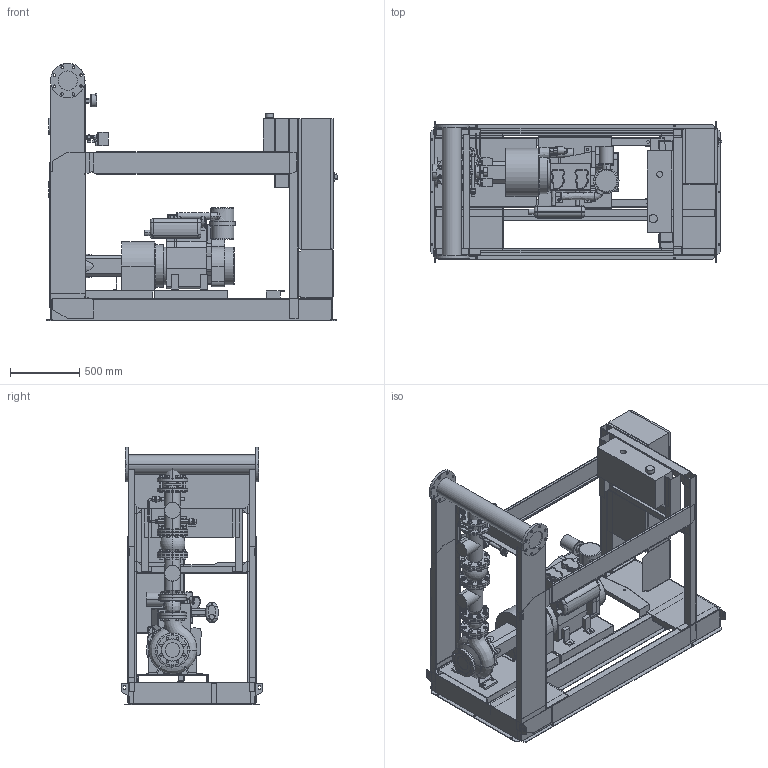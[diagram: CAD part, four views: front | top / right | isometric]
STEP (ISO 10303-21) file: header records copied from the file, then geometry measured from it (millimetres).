
FILE_DESCRIPTION((''),'2;1');
FILE_NAME('3d_Sifire-EN-80_200-192R-31.5D-4183827.stp','2015-05-26T10:31:25',(''),(''),'Mechanical Desktop 2009','Mechanical Desktop 2009',', , ');
FILE_SCHEMA(('CONFIG_CONTROL_DESIGN'));
Length unit declared in the file: millimetre
Products named in the file (1): Product
Bounding box: 2105.5 x 1026 x 1860 mm (x, y, z)
Volume: 301453077.2 mm3; surface area: 26345052.4 mm2
Topology: 178 solids, 178 shells, 4102 faces, 9843 edges, 6181 vertices
Faces by surface type: bspline 1677, plane 1283, cylinder 570, cone 520, torus 50, sphere 2
Entity records: 132061 total; most frequent: CARTESIAN_POINT 44387, ORIENTED_EDGE 19670, DIRECTION 16102, EDGE_CURVE 9835, VERTEX_POINT 6178, AXIS2_PLACEMENT_3D 5478, VECTOR 5146, LINE 5146
